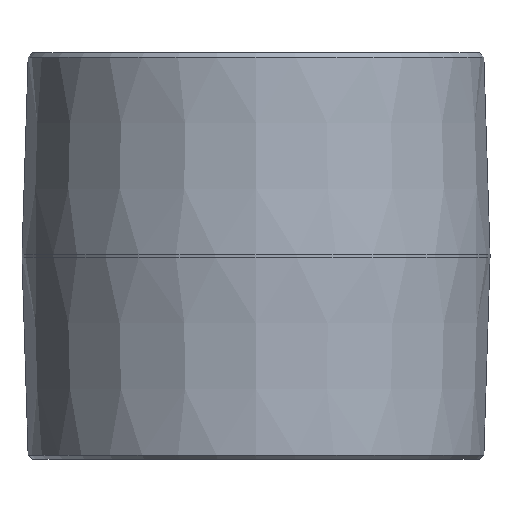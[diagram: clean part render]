
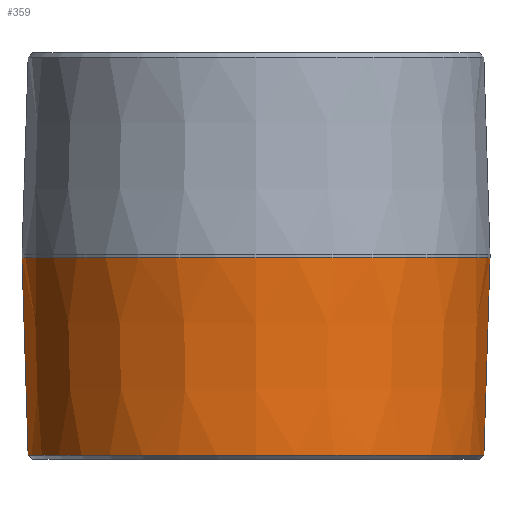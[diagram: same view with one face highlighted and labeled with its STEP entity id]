
A CAD part, front view. The second image highlights one B-rep face of the part: STEP entity #359.
In plain terms, the highlighted conical face has half-angle 1.78 degrees and reference radius 36.576 mm.
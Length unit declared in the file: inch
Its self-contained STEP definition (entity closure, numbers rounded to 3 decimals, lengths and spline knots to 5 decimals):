
#3 = DIRECTION ( 'NONE',  ( 0., 0., 1. ) ) ;
#25 = EDGE_LOOP ( 'NONE', ( #382, #504, #266, #477 ) ) ;
#53 = DIRECTION ( 'NONE',  ( 0.031, 0., 1. ) ) ;
#58 = LINE ( 'NONE', #155, #344 ) ;
#69 = CARTESIAN_POINT ( 'NONE',  ( -1.40224, 0., 0.02499 ) ) ;
#72 = CIRCLE ( 'NONE', #526, 1.44 ) ;
#84 = EDGE_CURVE ( 'NONE', #215, #250, #58, .T. ) ;
#104 = EDGE_CURVE ( 'NONE', #223, #215, #107, .T. ) ;
#107 = CIRCLE ( 'NONE', #490, 1.40224 ) ;
#119 = FACE_OUTER_BOUND ( 'NONE', #25, .T. ) ;
#155 = CARTESIAN_POINT ( 'NONE',  ( 1.44, 0., 1.24 ) ) ;
#157 = CARTESIAN_POINT ( 'NONE',  ( 1.40224, 0., 0.02499 ) ) ;
#160 = AXIS2_PLACEMENT_3D ( 'NONE', #469, #3, #216 ) ;
#207 = CARTESIAN_POINT ( 'NONE',  ( 1.44, 0., 1.24 ) ) ;
#215 = VERTEX_POINT ( 'NONE', #157 ) ;
#216 = DIRECTION ( 'NONE',  ( 1., 0., 0. ) ) ;
#223 = VERTEX_POINT ( 'NONE', #69 ) ;
#225 = CARTESIAN_POINT ( 'NONE',  ( 0., 0., 0.02499 ) ) ;
#248 = CARTESIAN_POINT ( 'NONE',  ( 0., 0., 1.24 ) ) ;
#250 = VERTEX_POINT ( 'NONE', #207 ) ;
#259 = VERTEX_POINT ( 'NONE', #366 ) ;
#266 = ORIENTED_EDGE ( 'NONE', *, *, #84, .T. ) ;
#315 = EDGE_CURVE ( 'NONE', #250, #259, #72, .T. ) ;
#317 = CARTESIAN_POINT ( 'NONE',  ( -1.44, 0., 1.24 ) ) ;
#324 = DIRECTION ( 'NONE',  ( -1., 0., 0. ) ) ;
#344 = VECTOR ( 'NONE', #53, 39.37008 ) ;
#359 = ADVANCED_FACE ( 'NONE', ( #119 ), #431, .T. ) ;
#366 = CARTESIAN_POINT ( 'NONE',  ( -1.44, 0., 1.24 ) ) ;
#382 = ORIENTED_EDGE ( 'NONE', *, *, #492, .F. ) ;
#395 = DIRECTION ( 'NONE',  ( -1., 0., 0. ) ) ;
#404 = DIRECTION ( 'NONE',  ( 0., 0., 1. ) ) ;
#419 = DIRECTION ( 'NONE',  ( 0., 0., -1. ) ) ;
#430 = LINE ( 'NONE', #317, #505 ) ;
#431 = CONICAL_SURFACE ( 'NONE', #160, 1.44, 0.031 ) ;
#469 = CARTESIAN_POINT ( 'NONE',  ( 0., 0., 1.24 ) ) ;
#477 = ORIENTED_EDGE ( 'NONE', *, *, #315, .T. ) ;
#482 = DIRECTION ( 'NONE',  ( -0.031, 0., 1. ) ) ;
#490 = AXIS2_PLACEMENT_3D ( 'NONE', #225, #404, #395 ) ;
#492 = EDGE_CURVE ( 'NONE', #223, #259, #430, .T. ) ;
#504 = ORIENTED_EDGE ( 'NONE', *, *, #104, .T. ) ;
#505 = VECTOR ( 'NONE', #482, 39.37008 ) ;
#526 = AXIS2_PLACEMENT_3D ( 'NONE', #248, #419, #324 ) ;
